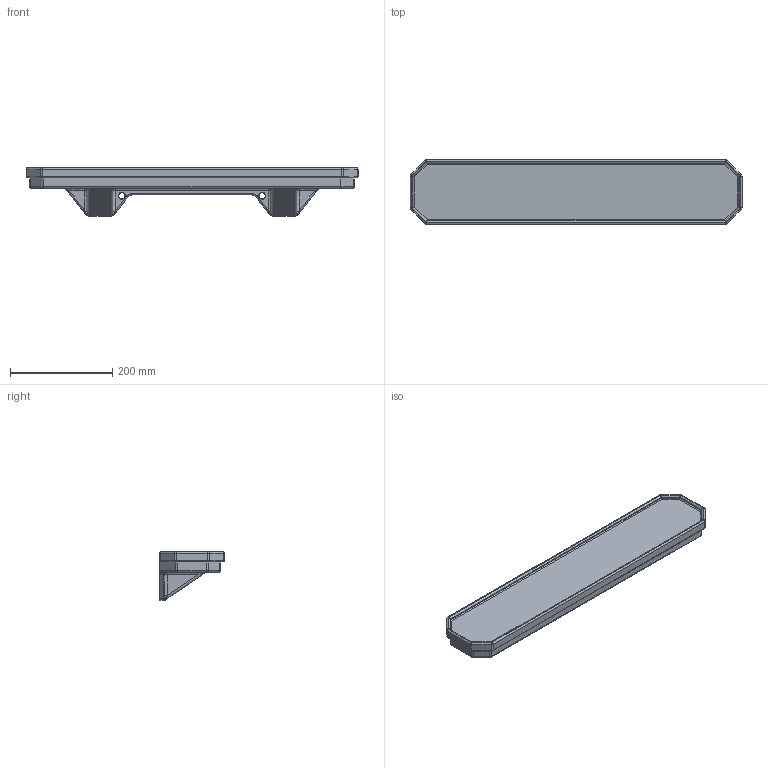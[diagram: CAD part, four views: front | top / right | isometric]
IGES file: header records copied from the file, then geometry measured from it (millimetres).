
Global section: file name: No Iges File Name specified; native system: AutoDesk Inventor R11.0; preprocessor: AutoDesk Inventor Iges Exporter R11.0; author: No Author specified; organization: No Organization specified; date: 20080102.195551; units: millimetre
Bounding box: 650 x 126.49 x 95 mm (x, y, z)
Volume: 2949660.7 mm3; surface area: 251717.5 mm2
Topology: 1 solids, 1 shells, 193 faces, 468 edges, 272 vertices
Faces by surface type: cylinder 61, bspline 54, plane 43, revolution 29, torus 6
